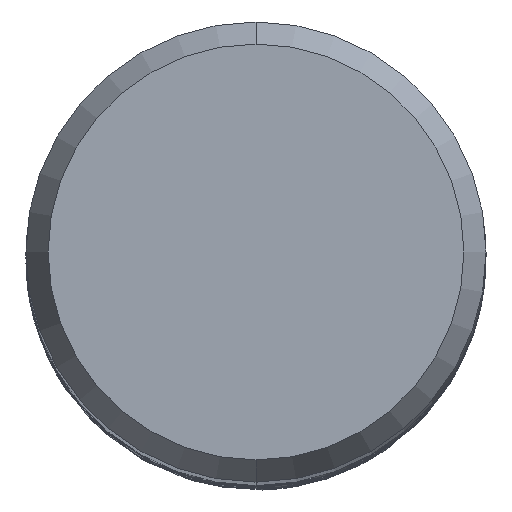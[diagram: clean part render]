
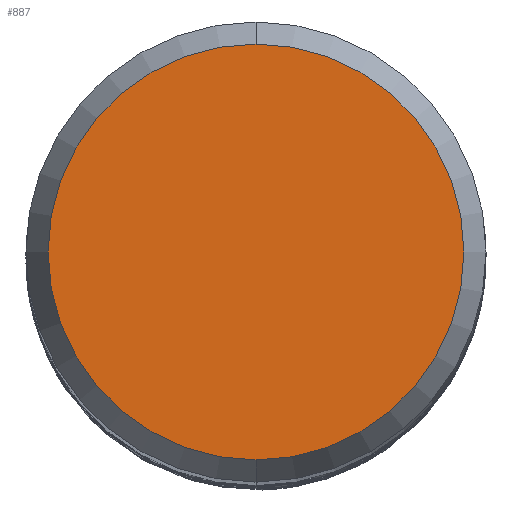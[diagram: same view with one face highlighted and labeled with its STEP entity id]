
A CAD part, top view. The second image highlights one B-rep face of the part: STEP entity #887.
In plain terms, the highlighted planar face has unit normal (0, 0, 1).
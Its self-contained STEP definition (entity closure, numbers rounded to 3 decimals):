
#703=VERTEX_POINT('',#1975);
#769=VERTEX_POINT('',#2049);
#887=ADVANCED_FACE('',(#2179),#2180,.T.);
#947=EDGE_CURVE('',#769,#703,#2245,.T.);
#1097=EDGE_CURVE('',#703,#769,#2405,.T.);
#1975=CARTESIAN_POINT('',(0.,-5.423,0.0));
#2049=CARTESIAN_POINT('',(0.0,5.423,0.0));
#2179=FACE_OUTER_BOUND('',#7557,.T.);
#2180=PLANE('',#7558);
#2245=CIRCLE('',#8874,5.423);
#2405=CIRCLE('',#11302,5.423);
#7557=EDGE_LOOP('',(#26015,#26016));
#7558=AXIS2_PLACEMENT_3D('',#26017,#26018,#26019);
#8874=AXIS2_PLACEMENT_3D('',#26100,#26101,#26102);
#11302=AXIS2_PLACEMENT_3D('',#26228,#26229,#26230);
#26015=ORIENTED_EDGE('',*,*,#947,.F.);
#26016=ORIENTED_EDGE('',*,*,#1097,.F.);
#26017=CARTESIAN_POINT('',(0.0,2.711,0.0));
#26018=DIRECTION('',(-0.0,0.0,1.0));
#26019=DIRECTION('',(0.0,-1.0,0.0));
#26100=CARTESIAN_POINT('',(0.0,0.0,0.0));
#26101=DIRECTION('',(0.0,0.0,-1.0));
#26102=DIRECTION('',(0.0,1.0,0.0));
#26228=CARTESIAN_POINT('',(0.0,0.0,0.0));
#26229=DIRECTION('',(0.0,0.0,-1.0));
#26230=DIRECTION('',(0.0,1.0,0.0));
